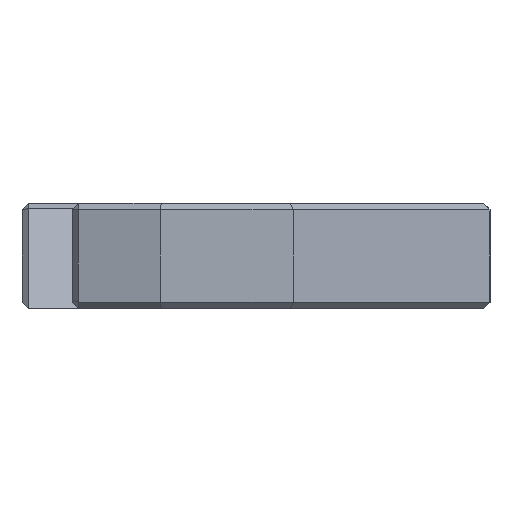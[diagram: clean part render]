
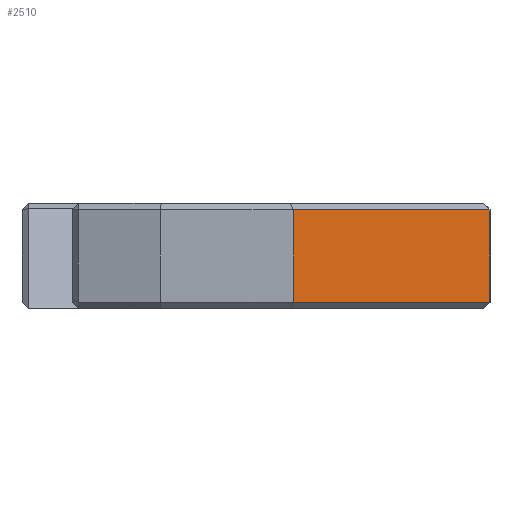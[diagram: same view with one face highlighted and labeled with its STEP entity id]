
A CAD part, left-side view. The second image highlights one B-rep face of the part: STEP entity #2510.
In plain terms, the highlighted planar face has unit normal (-0.692, -0.722, 0).
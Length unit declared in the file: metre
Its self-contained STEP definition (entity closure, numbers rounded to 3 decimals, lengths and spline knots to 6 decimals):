
#161=LINE('',#3962,#457);
#165=LINE('',#3969,#461);
#168=LINE('',#3975,#464);
#169=LINE('',#3977,#465);
#457=VECTOR('',#3138,1.);
#461=VECTOR('',#3144,1.);
#464=VECTOR('',#3149,1.);
#465=VECTOR('',#3152,1.);
#951=ORIENTED_EDGE('',*,*,#1613,.T.);
#952=ORIENTED_EDGE('',*,*,#1614,.F.);
#953=ORIENTED_EDGE('',*,*,#1610,.T.);
#954=ORIENTED_EDGE('',*,*,#1606,.T.);
#1606=EDGE_CURVE('',#1933,#1931,#161,.T.);
#1610=EDGE_CURVE('',#1935,#1933,#165,.T.);
#1613=EDGE_CURVE('',#1931,#1936,#168,.T.);
#1614=EDGE_CURVE('',#1935,#1936,#169,.T.);
#1931=VERTEX_POINT('',#3957);
#1933=VERTEX_POINT('',#3963);
#1935=VERTEX_POINT('',#3970);
#1936=VERTEX_POINT('',#3974);
#2063=EDGE_LOOP('',(#951,#952,#953,#954));
#2231=FACE_BOUND('',#2063,.T.);
#2388=PLANE('',#2712);
#2510=ADVANCED_FACE('',(#2231),#2388,.F.);
#2712=AXIS2_PLACEMENT_3D('',#3976,#3150,#3151);
#3138=DIRECTION('',(0.,0.,1.));
#3144=DIRECTION('',(0.722,-0.692,0.));
#3149=DIRECTION('',(-0.722,0.692,0.));
#3150=DIRECTION('',(0.692,0.722,0.));
#3151=DIRECTION('',(0.722,-0.692,0.));
#3152=DIRECTION('',(0.,0.,1.));
#3957=CARTESIAN_POINT('',(-0.013991,-0.016601,0.0062));
#3962=CARTESIAN_POINT('',(-0.013991,-0.016601,0.000002));
#3963=CARTESIAN_POINT('',(-0.013991,-0.016601,0.0004));
#3969=CARTESIAN_POINT('',(-0.020394,-0.010464,0.0004));
#3970=CARTESIAN_POINT('',(-0.026793,-0.00433,0.0004));
#3974=CARTESIAN_POINT('',(-0.026793,-0.00433,0.0062));
#3975=CARTESIAN_POINT('',(-0.020394,-0.010464,0.0062));
#3976=CARTESIAN_POINT('',(-0.020394,-0.010464,0.000002));
#3977=CARTESIAN_POINT('',(-0.026793,-0.00433,0.006602));
